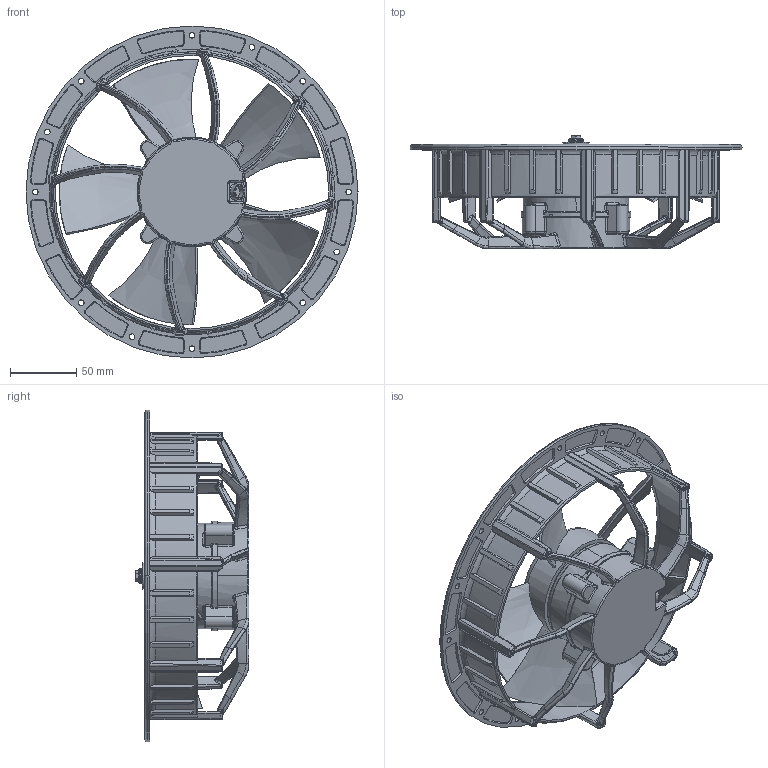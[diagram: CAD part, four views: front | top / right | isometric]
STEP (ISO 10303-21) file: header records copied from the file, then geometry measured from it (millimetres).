
FILE_DESCRIPTION((''),'2;1');
FILE_NAME('PRT0001','2018-04-17T',('WEICHE.WEI'),(''),'CREO PARAMETRIC BY PTC INC, 2015080','CREO PARAMETRIC BY PTC INC, 2015080','');
FILE_SCHEMA(('CONFIG_CONTROL_DESIGN'));
Length unit declared in the file: millimetre
Products named in the file (1): PRT0001
Bounding box: 250 x 85.7 x 250 mm (x, y, z)
Volume: 598942.5 mm3; surface area: 171502.6 mm2
Topology: 1 solids, 1 shells, 1534 faces, 4070 edges, 2461 vertices
Faces by surface type: bspline 529, plane 381, cylinder 287, cone 150, torus 133, sphere 52, revolution 2
Entity records: 71439 total; most frequent: CARTESIAN_POINT 38142, ORIENTED_EDGE 8026, DIRECTION 5524, EDGE_CURVE 4013, VERTEX_POINT 2461, AXIS2_PLACEMENT_3D 2205, B_SPLINE_CURVE_WITH_KNOTS 1701, EDGE_LOOP 1590
